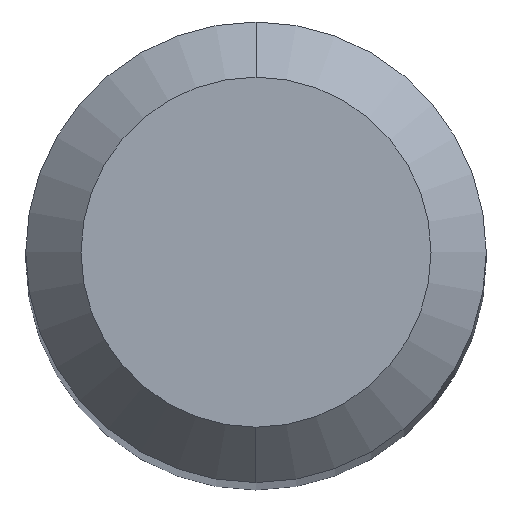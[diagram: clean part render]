
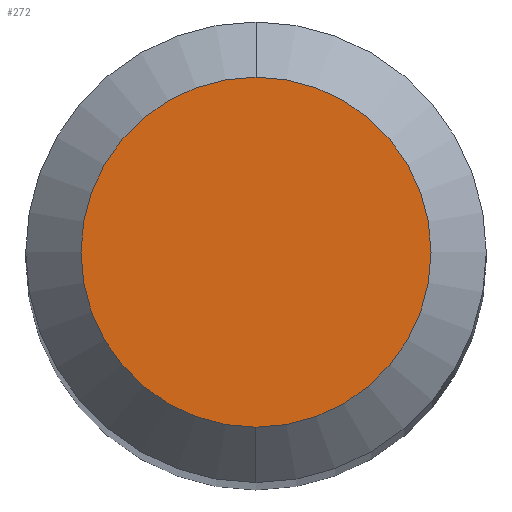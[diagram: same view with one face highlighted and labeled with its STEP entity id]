
A CAD part, top view. The second image highlights one B-rep face of the part: STEP entity #272.
In plain terms, the highlighted planar face has unit normal (0, 0, 1).
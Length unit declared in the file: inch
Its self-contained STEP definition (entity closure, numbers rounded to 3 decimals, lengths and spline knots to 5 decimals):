
#6 = FACE_OUTER_BOUND ( 'NONE', #184, .T. ) ;
#19 = ORIENTED_EDGE ( 'NONE', *, *, #502, .T. ) ;
#30 = CIRCLE ( 'NONE', #165, 0.0475 ) ;
#92 = VERTEX_POINT ( 'NONE', #450 ) ;
#99 = PLANE ( 'NONE',  #119 ) ;
#114 = CARTESIAN_POINT ( 'NONE',  ( 0., 0., 0. ) ) ;
#119 = AXIS2_PLACEMENT_3D ( 'NONE', #175, #137, #259 ) ;
#137 = DIRECTION ( 'NONE',  ( 0., 0., -1. ) ) ;
#151 = DIRECTION ( 'NONE',  ( 0., 0., 1. ) ) ;
#156 = ORIENTED_EDGE ( 'NONE', *, *, #214, .T. ) ;
#165 = AXIS2_PLACEMENT_3D ( 'NONE', #481, #282, #370 ) ;
#175 = CARTESIAN_POINT ( 'NONE',  ( 0., 0.0475, 0. ) ) ;
#184 = EDGE_LOOP ( 'NONE', ( #19, #156 ) ) ;
#214 = EDGE_CURVE ( 'NONE', #92, #308, #30, .T. ) ;
#259 = DIRECTION ( 'NONE',  ( 0., 1., 0. ) ) ;
#272 = ADVANCED_FACE ( 'NONE', ( #6 ), #99, .F. ) ;
#282 = DIRECTION ( 'NONE',  ( 0., 0., 1. ) ) ;
#290 = CARTESIAN_POINT ( 'NONE',  ( 0., 0.0475, 0. ) ) ;
#308 = VERTEX_POINT ( 'NONE', #290 ) ;
#334 = CIRCLE ( 'NONE', #359, 0.0475 ) ;
#359 = AXIS2_PLACEMENT_3D ( 'NONE', #114, #151, #497 ) ;
#370 = DIRECTION ( 'NONE',  ( 0., -1., 0. ) ) ;
#450 = CARTESIAN_POINT ( 'NONE',  ( 0., -0.0475, 0. ) ) ;
#481 = CARTESIAN_POINT ( 'NONE',  ( 0., 0., 0. ) ) ;
#497 = DIRECTION ( 'NONE',  ( 0., -1., 0. ) ) ;
#502 = EDGE_CURVE ( 'NONE', #308, #92, #334, .T. ) ;
